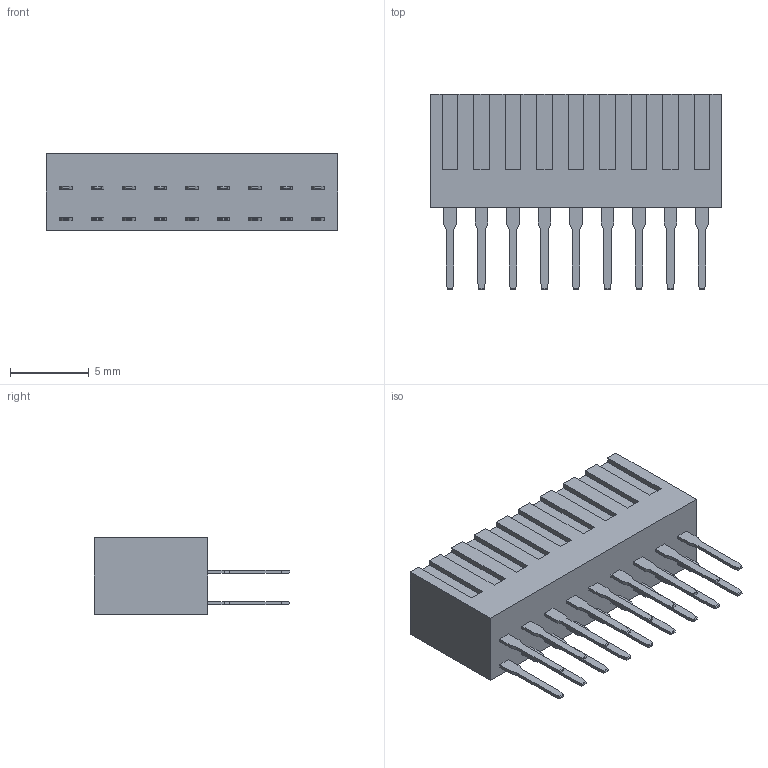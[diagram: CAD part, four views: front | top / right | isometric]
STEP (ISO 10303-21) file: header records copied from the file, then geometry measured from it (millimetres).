
FILE_DESCRIPTION( ('This file contains a STEP AP42 implementation' ,'as created by ZW3D STEP Interface translator.') ,'2;1' );
FILE_NAME( '2272-2XXSXXCUNX1.stp' ,'23 418.11 926', (''), ('ZWCAD Software Co.'), 'Version 1.0', 'ZW3D to STEP translator', '' );
FILE_SCHEMA(('AUTOMOTIVE_DESIGN { 1 0 10303 214 1 1 1 1 }'));
Length unit declared in the file: millimetre
Products named in the file (2): 0; 2272-220sxxcunx1
Bounding box: 18.5 x 12.4 x 4.84 mm (x, y, z)
Volume: 510.4 mm3; surface area: 1397 mm2
Topology: 1 solids, 1 shells, 2000 faces, 5724 edges, 3708 vertices
Faces by surface type: plane 1316, cylinder 648, bspline 36
Entity records: 67840 total; most frequent: CARTESIAN_POINT 12837, ORIENTED_EDGE 11520, DIRECTION 10662, EDGE_CURVE 5724, VECTOR 4356, LINE 4356, VERTEX_POINT 3708, AXIS2_PLACEMENT_3D 3153
